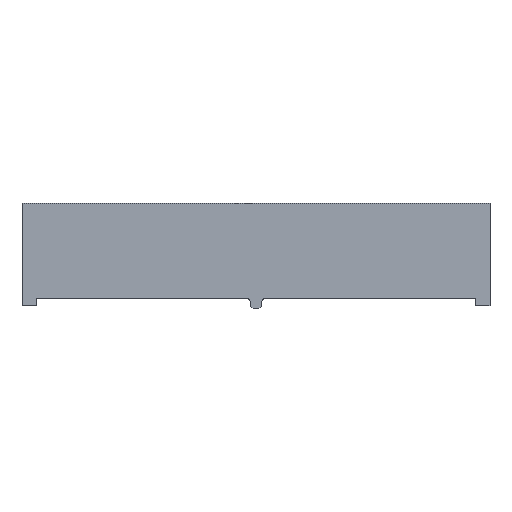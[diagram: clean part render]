
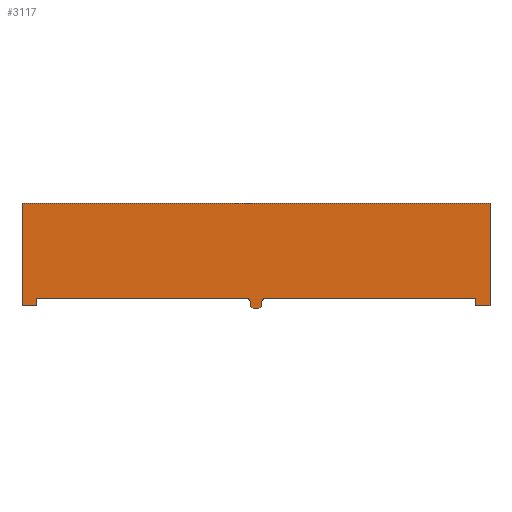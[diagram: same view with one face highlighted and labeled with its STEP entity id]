
A CAD part, front view. The second image highlights one B-rep face of the part: STEP entity #3117.
In plain terms, the highlighted planar face has unit normal (0, -1, 0).
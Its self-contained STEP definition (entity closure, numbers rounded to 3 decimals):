
#157=PLANE('',#3358);
#251=FACE_OUTER_BOUND('',#474,.T.);
#474=EDGE_LOOP('',(#2178,#2179,#2180,#2181,#2182,#2183,#2184,#2185,#2186,
#2187,#2188,#2189,#2190,#2191));
#747=LINE('',#5135,#883);
#758=LINE('',#5161,#894);
#760=LINE('',#5166,#896);
#762=LINE('',#5170,#898);
#776=LINE('',#5197,#912);
#779=LINE('',#5203,#915);
#793=LINE('',#5231,#929);
#794=LINE('',#5233,#930);
#795=LINE('',#5235,#931);
#796=LINE('',#5237,#932);
#797=LINE('',#5238,#933);
#883=VECTOR('',#3899,10.);
#894=VECTOR('',#3918,10.);
#896=VECTOR('',#3922,10.);
#898=VECTOR('',#3926,10.);
#912=VECTOR('',#3948,10.);
#915=VECTOR('',#3953,10.);
#929=VECTOR('',#3979,10.);
#930=VECTOR('',#3980,10.);
#931=VECTOR('',#3981,10.);
#932=VECTOR('',#3982,10.);
#933=VECTOR('',#3983,10.);
#1017=CIRCLE('',#3339,0.25);
#1020=CIRCLE('',#3344,0.25);
#1021=CIRCLE('',#3359,0.5);
#1343=VERTEX_POINT('',#5125);
#1344=VERTEX_POINT('',#5126);
#1347=VERTEX_POINT('',#5134);
#1355=VERTEX_POINT('',#5151);
#1356=VERTEX_POINT('',#5153);
#1358=VERTEX_POINT('',#5159);
#1359=VERTEX_POINT('',#5163);
#1361=VERTEX_POINT('',#5169);
#1370=VERTEX_POINT('',#5195);
#1372=VERTEX_POINT('',#5200);
#1380=VERTEX_POINT('',#5230);
#1381=VERTEX_POINT('',#5232);
#1382=VERTEX_POINT('',#5234);
#1383=VERTEX_POINT('',#5236);
#1648=EDGE_CURVE('',#1343,#1344,#1017,.T.);
#1652=EDGE_CURVE('',#1347,#1344,#747,.T.);
#1661=EDGE_CURVE('',#1355,#1356,#1020,.T.);
#1665=EDGE_CURVE('',#1355,#1358,#758,.T.);
#1667=EDGE_CURVE('',#1358,#1359,#760,.T.);
#1669=EDGE_CURVE('',#1361,#1356,#762,.T.);
#1683=EDGE_CURVE('',#1343,#1370,#776,.T.);
#1686=EDGE_CURVE('',#1372,#1347,#779,.T.);
#1700=EDGE_CURVE('',#1380,#1359,#793,.T.);
#1701=EDGE_CURVE('',#1380,#1381,#794,.T.);
#1702=EDGE_CURVE('',#1382,#1381,#795,.T.);
#1703=EDGE_CURVE('',#1383,#1382,#796,.T.);
#1704=EDGE_CURVE('',#1372,#1383,#797,.T.);
#1705=EDGE_CURVE('',#1370,#1361,#1021,.T.);
#2178=ORIENTED_EDGE('',*,*,#1669,.T.);
#2179=ORIENTED_EDGE('',*,*,#1661,.F.);
#2180=ORIENTED_EDGE('',*,*,#1665,.T.);
#2181=ORIENTED_EDGE('',*,*,#1667,.T.);
#2182=ORIENTED_EDGE('',*,*,#1700,.F.);
#2183=ORIENTED_EDGE('',*,*,#1701,.T.);
#2184=ORIENTED_EDGE('',*,*,#1702,.F.);
#2185=ORIENTED_EDGE('',*,*,#1703,.F.);
#2186=ORIENTED_EDGE('',*,*,#1704,.F.);
#2187=ORIENTED_EDGE('',*,*,#1686,.T.);
#2188=ORIENTED_EDGE('',*,*,#1652,.T.);
#2189=ORIENTED_EDGE('',*,*,#1648,.F.);
#2190=ORIENTED_EDGE('',*,*,#1683,.T.);
#2191=ORIENTED_EDGE('',*,*,#1705,.T.);
#3117=ADVANCED_FACE('',(#251),#157,.T.);
#3339=AXIS2_PLACEMENT_3D('',#5127,#3891,#3892);
#3344=AXIS2_PLACEMENT_3D('',#5154,#3911,#3912);
#3358=AXIS2_PLACEMENT_3D('',#5229,#3977,#3978);
#3359=AXIS2_PLACEMENT_3D('',#5239,#3984,#3985);
#3891=DIRECTION('center_axis',(0.,-1.,0.));
#3892=DIRECTION('ref_axis',(0.707,0.,0.707));
#3899=DIRECTION('',(1.,0.,0.));
#3911=DIRECTION('center_axis',(0.,-1.,0.));
#3912=DIRECTION('ref_axis',(-0.707,0.,0.707));
#3918=DIRECTION('',(1.,0.,0.));
#3922=DIRECTION('',(0.,0.,-1.));
#3926=DIRECTION('',(0.,0.,1.));
#3948=DIRECTION('',(0.,0.,-1.));
#3953=DIRECTION('',(0.,0.,1.));
#3977=DIRECTION('center_axis',(0.,-1.,0.));
#3978=DIRECTION('ref_axis',(1.,0.,0.));
#3979=DIRECTION('',(-1.,0.,0.));
#3980=DIRECTION('',(0.,0.,1.));
#3981=DIRECTION('',(1.,0.,0.));
#3982=DIRECTION('',(0.,0.,1.));
#3983=DIRECTION('',(-1.,0.,0.));
#3984=DIRECTION('center_axis',(0.,-1.,0.));
#3985=DIRECTION('ref_axis',(1.,0.,0.));
#5125=CARTESIAN_POINT('',(-0.4,-16.,3.25));
#5126=CARTESIAN_POINT('',(-0.65,-16.,3.5));
#5127=CARTESIAN_POINT('Origin',(-0.65,-16.,3.25));
#5134=CARTESIAN_POINT('',(-15.014,-16.,3.5));
#5135=CARTESIAN_POINT('',(-12.1,-16.,3.5));
#5151=CARTESIAN_POINT('',(0.65,-16.,3.5));
#5153=CARTESIAN_POINT('',(0.4,-16.,3.25));
#5154=CARTESIAN_POINT('Origin',(0.65,-16.,3.25));
#5159=CARTESIAN_POINT('',(15.,-16.,3.5));
#5161=CARTESIAN_POINT('',(-4.15,-16.,3.5));
#5163=CARTESIAN_POINT('',(15.,-16.,3.));
#5166=CARTESIAN_POINT('',(15.,-16.,3.));
#5169=CARTESIAN_POINT('',(0.4,-16.,3.));
#5170=CARTESIAN_POINT('',(0.4,-16.,3.));
#5195=CARTESIAN_POINT('',(-0.4,-16.,3.));
#5197=CARTESIAN_POINT('',(-0.4,-16.,3.));
#5200=CARTESIAN_POINT('',(-15.014,-16.,3.));
#5203=CARTESIAN_POINT('',(-15.014,-16.,3.));
#5229=CARTESIAN_POINT('Origin',(-16.,-16.,3.));
#5230=CARTESIAN_POINT('',(16.,-16.,3.));
#5231=CARTESIAN_POINT('',(16.,-16.,3.));
#5232=CARTESIAN_POINT('',(16.,-16.,10.));
#5233=CARTESIAN_POINT('',(16.,-16.,3.));
#5234=CARTESIAN_POINT('',(-16.,-16.,10.));
#5235=CARTESIAN_POINT('',(16.,-16.,10.));
#5236=CARTESIAN_POINT('',(-16.,-16.,3.));
#5237=CARTESIAN_POINT('',(-16.,-16.,3.));
#5238=CARTESIAN_POINT('',(16.,-16.,3.));
#5239=CARTESIAN_POINT('Origin',(0.,-16.,3.3));
